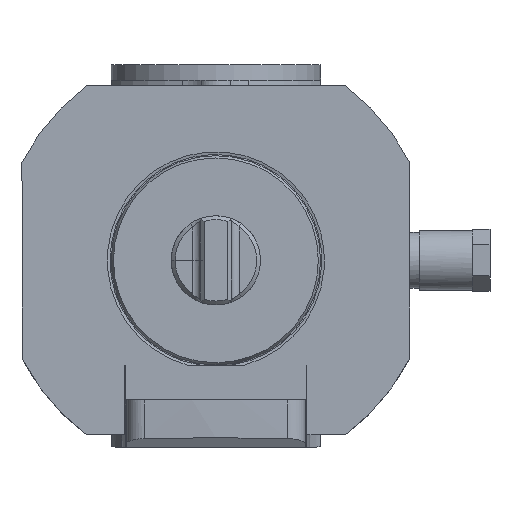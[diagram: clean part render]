
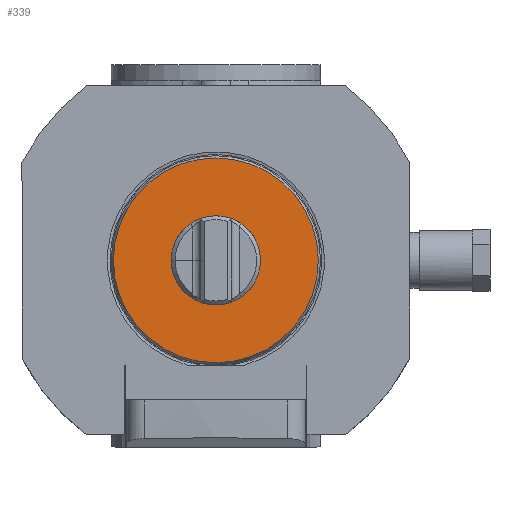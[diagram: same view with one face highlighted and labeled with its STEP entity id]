
A CAD part, front view. The second image highlights one B-rep face of the part: STEP entity #339.
In plain terms, the highlighted planar face has unit normal (0, -1, 0).
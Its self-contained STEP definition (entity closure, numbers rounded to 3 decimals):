
#339 = ADVANCED_FACE ( 'Defeature completata2_15', ( #5528, #1056 ), #18482, .T. ) ;
#925 = VERTEX_POINT ( 'NONE', #5256 ) ;
#1056 = FACE_OUTER_BOUND ( 'NONE', #5414, .T. ) ;
#3381 = DIRECTION ( 'NONE',  ( 1., 0., 0. ) ) ;
#4747 = AXIS2_PLACEMENT_3D ( 'NONE', #10180, #12075, #25503 ) ;
#5106 = AXIS2_PLACEMENT_3D ( 'NONE', #21107, #16894, #25792 ) ;
#5256 = CARTESIAN_POINT ( 'NONE',  ( 26.423, -115., 0. ) ) ;
#5414 = EDGE_LOOP ( 'NONE', ( #10145 ) ) ;
#5528 = FACE_BOUND ( 'NONE', #5605, .T. ) ;
#5605 = EDGE_LOOP ( 'NONE', ( #18857 ) ) ;
#5984 = EDGE_CURVE ( 'NONE', #925, #925, #7228, .T. ) ;
#6097 = VERTEX_POINT ( 'NONE', #28676 ) ;
#7228 = CIRCLE ( 'NONE', #7724, 26.423 ) ;
#7724 = AXIS2_PLACEMENT_3D ( 'NONE', #16477, #11956, #3381 ) ;
#10145 = ORIENTED_EDGE ( 'NONE', *, *, #5984, .T. ) ;
#10180 = CARTESIAN_POINT ( 'NONE',  ( 0., -115., 0. ) ) ;
#11956 = DIRECTION ( 'NONE',  ( 0., -1., 0. ) ) ;
#12075 = DIRECTION ( 'NONE',  ( 0., 1., 0. ) ) ;
#15920 = CIRCLE ( 'NONE', #4747, 11.5 ) ;
#16477 = CARTESIAN_POINT ( 'NONE',  ( 0., -115., 0. ) ) ;
#16894 = DIRECTION ( 'NONE',  ( 0., -1., 0. ) ) ;
#18482 = PLANE ( 'NONE',  #5106 ) ;
#18857 = ORIENTED_EDGE ( 'NONE', *, *, #24233, .T. ) ;
#21107 = CARTESIAN_POINT ( 'NONE',  ( 0., -115., 0. ) ) ;
#24233 = EDGE_CURVE ( 'NONE', #6097, #6097, #15920, .T. ) ;
#25503 = DIRECTION ( 'NONE',  ( 0., 0., -1. ) ) ;
#25792 = DIRECTION ( 'NONE',  ( 1., 0., 0. ) ) ;
#28676 = CARTESIAN_POINT ( 'NONE',  ( 0., -115., -11.5 ) ) ;
